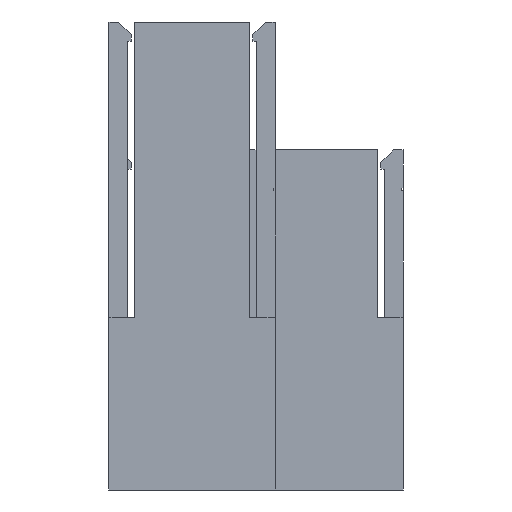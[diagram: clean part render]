
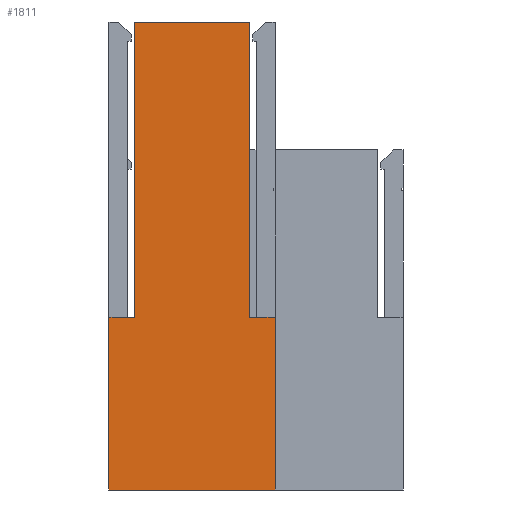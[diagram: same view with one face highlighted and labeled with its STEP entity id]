
A CAD part, left-side view. The second image highlights one B-rep face of the part: STEP entity #1811.
In plain terms, the highlighted planar face has unit normal (-1, 0, 0).
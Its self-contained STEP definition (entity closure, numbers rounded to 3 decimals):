
#117=FACE_OUTER_BOUND('',#211,.T.);
#211=EDGE_LOOP('',(#1599,#1600,#1601,#1602,#1603,#1604,#1605,#1606));
#391=LINE('',#2727,#639);
#397=LINE('',#2738,#645);
#417=LINE('',#2777,#665);
#420=LINE('',#2783,#668);
#429=LINE('',#2798,#677);
#456=LINE('',#2851,#704);
#466=LINE('',#2874,#714);
#467=LINE('',#2875,#715);
#639=VECTOR('',#2220,10.);
#645=VECTOR('',#2228,10.);
#665=VECTOR('',#2258,10.);
#668=VECTOR('',#2261,10.);
#677=VECTOR('',#2272,10.);
#704=VECTOR('',#2327,10.);
#714=VECTOR('',#2353,10.);
#715=VECTOR('',#2354,10.);
#840=VERTEX_POINT('',#2724);
#841=VERTEX_POINT('',#2726);
#845=VERTEX_POINT('',#2736);
#859=VERTEX_POINT('',#2775);
#861=VERTEX_POINT('',#2780);
#862=VERTEX_POINT('',#2782);
#867=VERTEX_POINT('',#2796);
#884=VERTEX_POINT('',#2873);
#1057=EDGE_CURVE('',#840,#841,#391,.T.);
#1063=EDGE_CURVE('',#840,#845,#397,.T.);
#1083=EDGE_CURVE('',#845,#859,#417,.T.);
#1086=EDGE_CURVE('',#862,#861,#420,.T.);
#1095=EDGE_CURVE('',#859,#867,#429,.T.);
#1122=EDGE_CURVE('',#861,#841,#456,.T.);
#1134=EDGE_CURVE('',#884,#867,#466,.T.);
#1135=EDGE_CURVE('',#862,#884,#467,.T.);
#1599=ORIENTED_EDGE('',*,*,#1083,.T.);
#1600=ORIENTED_EDGE('',*,*,#1095,.T.);
#1601=ORIENTED_EDGE('',*,*,#1134,.F.);
#1602=ORIENTED_EDGE('',*,*,#1135,.F.);
#1603=ORIENTED_EDGE('',*,*,#1086,.T.);
#1604=ORIENTED_EDGE('',*,*,#1122,.T.);
#1605=ORIENTED_EDGE('',*,*,#1057,.F.);
#1606=ORIENTED_EDGE('',*,*,#1063,.T.);
#1721=PLANE('',#1921);
#1811=ADVANCED_FACE('',(#117),#1721,.T.);
#1921=AXIS2_PLACEMENT_3D('',#2872,#2351,#2352);
#2220=DIRECTION('',(0.,-1.,0.));
#2228=DIRECTION('',(0.,0.,-1.));
#2258=DIRECTION('',(0.,1.,0.));
#2261=DIRECTION('',(0.,1.,0.));
#2272=DIRECTION('',(0.,0.,-1.));
#2327=DIRECTION('',(0.,0.,1.));
#2351=DIRECTION('center_axis',(-1.,0.,0.));
#2352=DIRECTION('ref_axis',(0.,1.,0.));
#2353=DIRECTION('',(0.,1.,0.));
#2354=DIRECTION('',(0.,0.,-1.));
#2724=CARTESIAN_POINT('',(-3.,19.,43.2));
#2726=CARTESIAN_POINT('',(-3.,1.,43.2));
#2727=CARTESIAN_POINT('',(-3.,23.,43.2));
#2736=CARTESIAN_POINT('',(-3.,19.,-3.));
#2738=CARTESIAN_POINT('',(-3.,19.,0.));
#2775=CARTESIAN_POINT('',(-3.,23.,-3.));
#2777=CARTESIAN_POINT('',(-3.,8.25,-3.));
#2780=CARTESIAN_POINT('',(-3.,1.,-3.));
#2782=CARTESIAN_POINT('',(-3.,-3.,-3.));
#2783=CARTESIAN_POINT('',(-3.,8.25,-3.));
#2796=CARTESIAN_POINT('',(-3.,23.,-30.));
#2798=CARTESIAN_POINT('',(-3.,23.,0.));
#2851=CARTESIAN_POINT('',(-3.,1.,0.));
#2872=CARTESIAN_POINT('Origin',(-3.,-3.,0.));
#2873=CARTESIAN_POINT('',(-3.,-3.,-30.));
#2874=CARTESIAN_POINT('',(-3.,23.,-30.));
#2875=CARTESIAN_POINT('',(-3.,-3.,0.));
